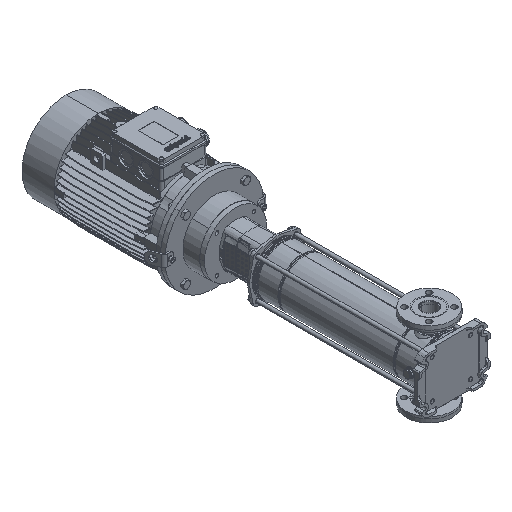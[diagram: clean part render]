
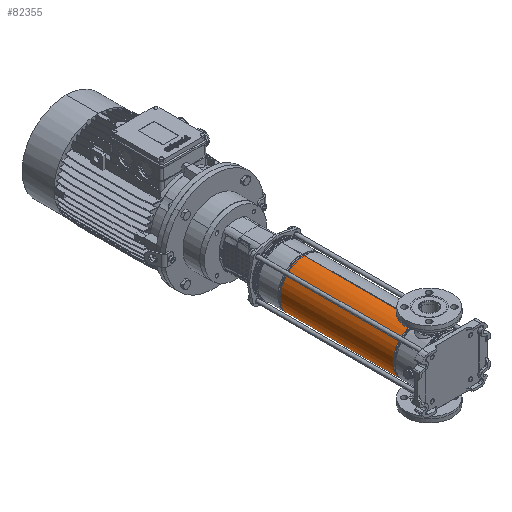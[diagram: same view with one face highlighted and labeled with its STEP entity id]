
A CAD part, isometric view. The second image highlights one B-rep face of the part: STEP entity #82355.
In plain terms, the highlighted cylindrical face has radius 85.9 mm (diameter 171.8 mm), a partial arc.
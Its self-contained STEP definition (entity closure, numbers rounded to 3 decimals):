
#304 = FACE_OUTER_BOUND ( 'NONE', #12337, .T. ) ;
#2313 = AXIS2_PLACEMENT_3D ( 'NONE', #71151, #32083, #63870 ) ;
#4674 = DIRECTION ( 'NONE',  ( -1., 0., 0. ) ) ;
#10378 = CARTESIAN_POINT ( 'NONE',  ( -85.9, 0., 93.897 ) ) ;
#12337 = EDGE_LOOP ( 'NONE', ( #100803, #49678, #56376, #78393 ) ) ;
#16122 = EDGE_CURVE ( 'NONE', #56952, #46217, #101341, .T. ) ;
#19432 = VECTOR ( 'NONE', #44418, 1000. ) ;
#24356 = VECTOR ( 'NONE', #77079, 1000. ) ;
#25130 = EDGE_CURVE ( 'NONE', #97142, #46217, #52240, .T. ) ;
#29123 = DIRECTION ( 'NONE',  ( -1., 0., 0. ) ) ;
#32083 = DIRECTION ( 'NONE',  ( 0., 0., -1. ) ) ;
#37105 = CARTESIAN_POINT ( 'NONE',  ( -85.9, 0., 0. ) ) ;
#37473 = CARTESIAN_POINT ( 'NONE',  ( 0., 0., 93.897 ) ) ;
#39361 = VERTEX_POINT ( 'NONE', #89333 ) ;
#41432 = AXIS2_PLACEMENT_3D ( 'NONE', #37473, #44263, #4674 ) ;
#42517 = CIRCLE ( 'NONE', #79074, 85.9 ) ;
#44263 = DIRECTION ( 'NONE',  ( 0., 0., -1. ) ) ;
#44418 = DIRECTION ( 'NONE',  ( 0., 0., -1. ) ) ;
#45340 = CARTESIAN_POINT ( 'NONE',  ( 85.9, 0., 0. ) ) ;
#46217 = VERTEX_POINT ( 'NONE', #10378 ) ;
#49678 = ORIENTED_EDGE ( 'NONE', *, *, #78178, .T. ) ;
#51041 = CARTESIAN_POINT ( 'NONE',  ( 0., 0., 495.103 ) ) ;
#52240 = LINE ( 'NONE', #37105, #19432 ) ;
#53169 = LINE ( 'NONE', #45340, #24356 ) ;
#56376 = ORIENTED_EDGE ( 'NONE', *, *, #25130, .T. ) ;
#56952 = VERTEX_POINT ( 'NONE', #67568 ) ;
#63870 = DIRECTION ( 'NONE',  ( -1., 0., 0. ) ) ;
#67568 = CARTESIAN_POINT ( 'NONE',  ( 85.9, 0., 93.897 ) ) ;
#71151 = CARTESIAN_POINT ( 'NONE',  ( 0., 0., 0. ) ) ;
#74976 = DIRECTION ( 'NONE',  ( 0., 0., -1. ) ) ;
#77079 = DIRECTION ( 'NONE',  ( 0., 0., -1. ) ) ;
#78178 = EDGE_CURVE ( 'NONE', #39361, #97142, #42517, .T. ) ;
#78393 = ORIENTED_EDGE ( 'NONE', *, *, #16122, .F. ) ;
#79074 = AXIS2_PLACEMENT_3D ( 'NONE', #51041, #74976, #29123 ) ;
#79502 = CYLINDRICAL_SURFACE ( 'NONE', #2313, 85.9 ) ;
#79748 = CARTESIAN_POINT ( 'NONE',  ( -85.9, 0., 495.103 ) ) ;
#82355 = ADVANCED_FACE ( 'NONE', ( #304 ), #79502, .T. ) ;
#89333 = CARTESIAN_POINT ( 'NONE',  ( 85.9, 0., 495.103 ) ) ;
#97142 = VERTEX_POINT ( 'NONE', #79748 ) ;
#99839 = EDGE_CURVE ( 'NONE', #39361, #56952, #53169, .T. ) ;
#100803 = ORIENTED_EDGE ( 'NONE', *, *, #99839, .F. ) ;
#101341 = CIRCLE ( 'NONE', #41432, 85.9 ) ;
